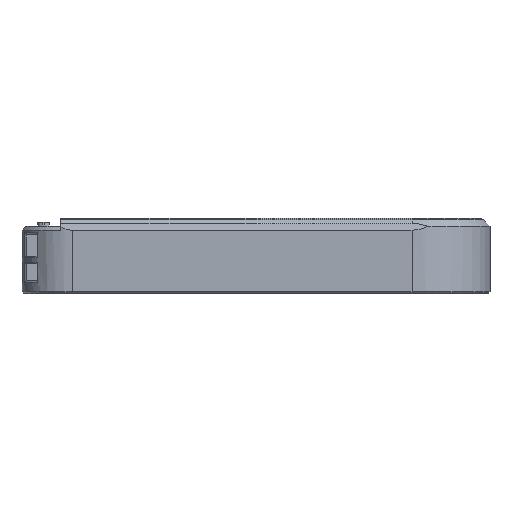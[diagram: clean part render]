
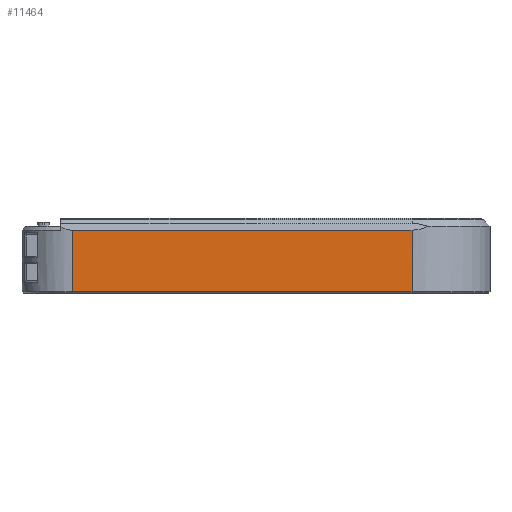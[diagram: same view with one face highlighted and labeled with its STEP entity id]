
A CAD part, left-side view. The second image highlights one B-rep face of the part: STEP entity #11464.
In plain terms, the highlighted planar face has unit normal (-1, 0, 0).
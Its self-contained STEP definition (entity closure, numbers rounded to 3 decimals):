
#834=FACE_OUTER_BOUND('',#1484,.T.);
#1484=EDGE_LOOP('',(#9432,#9433,#9434,#9435));
#2333=LINE('',#17255,#3722);
#2848=LINE('',#18478,#4237);
#2858=LINE('',#18502,#4247);
#2859=LINE('',#18503,#4248);
#3722=VECTOR('',#13595,10.);
#4237=VECTOR('',#14638,10.);
#4247=VECTOR('',#14668,10.);
#4248=VECTOR('',#14669,10.);
#5138=VERTEX_POINT('',#17252);
#5139=VERTEX_POINT('',#17254);
#5428=VERTEX_POINT('',#18476);
#5432=VERTEX_POINT('',#18501);
#6323=EDGE_CURVE('',#5138,#5139,#2333,.T.);
#6909=EDGE_CURVE('',#5428,#5138,#2848,.T.);
#6921=EDGE_CURVE('',#5432,#5428,#2858,.T.);
#6922=EDGE_CURVE('',#5139,#5432,#2859,.T.);
#9432=ORIENTED_EDGE('',*,*,#6909,.F.);
#9433=ORIENTED_EDGE('',*,*,#6921,.F.);
#9434=ORIENTED_EDGE('',*,*,#6922,.F.);
#9435=ORIENTED_EDGE('',*,*,#6323,.F.);
#10956=PLANE('',#12228);
#11464=ADVANCED_FACE('',(#834),#10956,.T.);
#12228=AXIS2_PLACEMENT_3D('',#18500,#14666,#14667);
#13595=DIRECTION('',(0.,0.,1.));
#14638=DIRECTION('',(0.,1.,0.));
#14666=DIRECTION('center_axis',(-1.,0.,0.));
#14667=DIRECTION('ref_axis',(0.,1.,0.));
#14668=DIRECTION('',(0.,0.,-1.));
#14669=DIRECTION('',(0.,-1.,0.));
#17252=CARTESIAN_POINT('',(-64.,57.,-1.55));
#17254=CARTESIAN_POINT('',(-64.,57.,14.3));
#17255=CARTESIAN_POINT('',(-64.,57.,0.));
#18476=CARTESIAN_POINT('',(-64.,-30.,-1.55));
#18478=CARTESIAN_POINT('',(-64.,-15.,-1.55));
#18500=CARTESIAN_POINT('Origin',(-64.,-30.,0.));
#18501=CARTESIAN_POINT('',(-64.,-30.,14.3));
#18502=CARTESIAN_POINT('',(-64.,-30.,0.));
#18503=CARTESIAN_POINT('',(-64.,-22.5,14.3));
